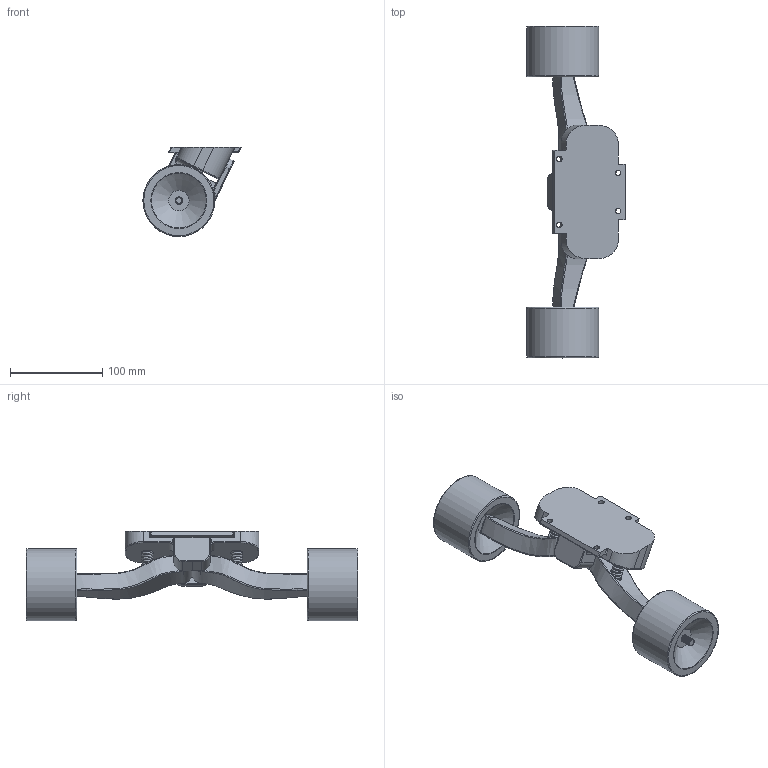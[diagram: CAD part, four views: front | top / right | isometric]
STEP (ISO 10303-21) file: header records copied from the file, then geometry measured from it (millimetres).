
FILE_DESCRIPTION(/* description */ (''),/* implementation_level */ '2;1');
FILE_NAME(/* name */ '5-X v1.step',/* time_stamp */ '2021-06-07T19:55:03-04:00',/* author */ (''),/* organization */ (''),/* preprocessor_version */ 'ST-DEVELOPER v18.1',/* originating_system */ 'Autodesk Translation Framework v10.9.0.1377',/* authorisation */ '');
FILE_SCHEMA (('AUTOMOTIVE_DESIGN { 1 0 10303 214 3 1 1 }'));
Length unit declared in the file: millimetre
Products named in the file (2): 5-X; 5X Trucks
Assembly tree (1 placements, depth 2):
  5-X
    5X Trucks
Bounding box: 106.44 x 359.73 x 96.57 mm (x, y, z)
Volume: 810311.6 mm3; surface area: 119820.8 mm2
Topology: 7 solids, 7 shells, 312 faces, 788 edges, 498 vertices
Faces by surface type: cylinder 139, bspline 66, plane 62, torus 31, sphere 10, cone 4
Full cylindrical faces by diameter (mm): 6 x4, 6.446 x6, 7.866 x14, 8 x4, 11.624 x2, 12.872 x4, 13.624 x4, 78 x2
Entity records: 18951 total; most frequent: CARTESIAN_POINT 11925, ORIENTED_EDGE 1568, DIRECTION 1266, EDGE_CURVE 784, AXIS2_PLACEMENT_3D 515, VERTEX_POINT 498, EDGE_LOOP 344, FACE_OUTER_BOUND 312
